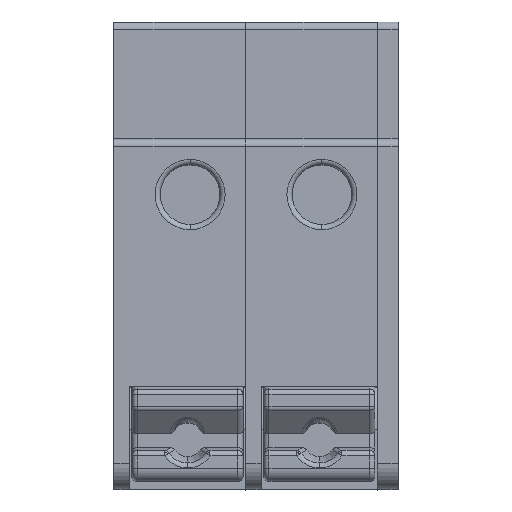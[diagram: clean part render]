
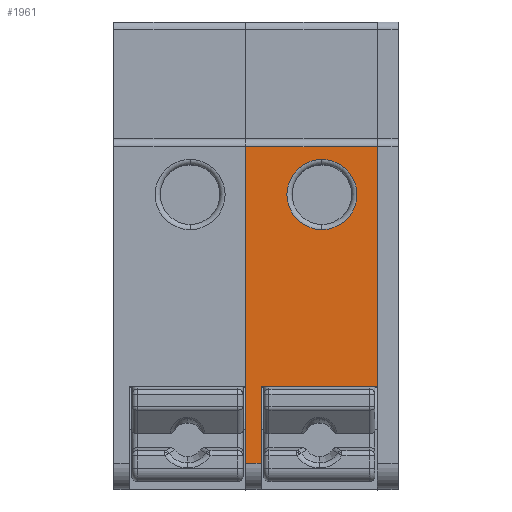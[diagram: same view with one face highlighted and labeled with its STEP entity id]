
A CAD part, top view. The second image highlights one B-rep face of the part: STEP entity #1961.
In plain terms, the highlighted planar face has unit normal (0, 0, 1).
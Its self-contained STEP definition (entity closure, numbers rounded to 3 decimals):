
#1961=ADVANCED_FACE('',(#5378,#5379),#5380,.F.);
#5378=FACE_OUTER_BOUND('',#11364,.T.);
#5379=FACE_BOUND('',#11365,.T.);
#5380=PLANE('',#11366);
#11364=EDGE_LOOP('',(#18087,#18088,#18089,#18090,#18091,#18092));
#11365=EDGE_LOOP('',(#18093,#18094));
#11366=AXIS2_PLACEMENT_3D('',#18095,#18096,#18097);
#18087=ORIENTED_EDGE('',*,*,#32898,.F.);
#18088=ORIENTED_EDGE('',*,*,#32899,.T.);
#18089=ORIENTED_EDGE('',*,*,#32900,.T.);
#18090=ORIENTED_EDGE('',*,*,#32901,.F.);
#18091=ORIENTED_EDGE('',*,*,#32821,.F.);
#18092=ORIENTED_EDGE('',*,*,#32902,.F.);
#18093=ORIENTED_EDGE('',*,*,#32874,.F.);
#18094=ORIENTED_EDGE('',*,*,#32903,.F.);
#18095=CARTESIAN_POINT('',(12.06,13.25,19.));
#18096=DIRECTION('',(0.,0.,-1.0));
#18097=DIRECTION('',(0.,1.0,0.));
#32821=EDGE_CURVE('',#38951,#38953,#38954,.T.);
#32874=EDGE_CURVE('',#39045,#39046,#39047,.T.);
#32898=EDGE_CURVE('',#39088,#39089,#39090,.T.);
#32899=EDGE_CURVE('',#39088,#39091,#39092,.T.);
#32900=EDGE_CURVE('',#39091,#39093,#39094,.T.);
#32901=EDGE_CURVE('',#38953,#39093,#39095,.T.);
#32902=EDGE_CURVE('',#39089,#38951,#39096,.T.);
#32903=EDGE_CURVE('',#39046,#39045,#39097,.T.);
#38951=VERTEX_POINT('',#49175);
#38953=VERTEX_POINT('',#49177);
#38954=LINE('',#49178,#49179);
#39045=VERTEX_POINT('',#49459);
#39046=VERTEX_POINT('',#49460);
#39047=CIRCLE('',#49461,1.35);
#39088=VERTEX_POINT('',#49511);
#39089=VERTEX_POINT('',#49512);
#39090=LINE('',#49513,#49514);
#39091=VERTEX_POINT('',#49515);
#39092=LINE('',#49516,#49517);
#39093=VERTEX_POINT('',#49518);
#39094=LINE('',#49519,#49520);
#39095=LINE('',#49521,#49522);
#39096=LINE('',#49523,#49524);
#39097=CIRCLE('',#49525,1.35);
#49175=CARTESIAN_POINT('',(5.08,11.7,19.));
#49177=CARTESIAN_POINT('',(10.16,11.7,19.));
#49178=CARTESIAN_POINT('',(10.23,11.7,19.));
#49179=VECTOR('',#64072,1.0);
#49459=CARTESIAN_POINT('',(8.02,8.5,19.));
#49460=CARTESIAN_POINT('',(8.02,11.2,19.));
#49461=AXIS2_PLACEMENT_3D('',#64157,#64158,#64159);
#49511=CARTESIAN_POINT('',(5.68,-0.5,19.));
#49512=CARTESIAN_POINT('',(5.08,-0.5,19.));
#49513=CARTESIAN_POINT('',(10.23,-0.5,19.));
#49514=VECTOR('',#64196,1.0);
#49515=CARTESIAN_POINT('',(5.68,2.45,19.));
#49516=CARTESIAN_POINT('',(5.68,30.517,19.));
#49517=VECTOR('',#64197,1.0);
#49518=CARTESIAN_POINT('',(10.16,2.45,19.));
#49519=CARTESIAN_POINT('',(10.23,2.45,19.));
#49520=VECTOR('',#64198,1.0);
#49521=CARTESIAN_POINT('',(10.16,30.517,19.));
#49522=VECTOR('',#64199,1.0);
#49523=CARTESIAN_POINT('',(5.08,30.517,19.));
#49524=VECTOR('',#64200,1.0);
#49525=AXIS2_PLACEMENT_3D('',#64201,#64202,#64203);
#64072=DIRECTION('',(1.0,0.,0.));
#64157=CARTESIAN_POINT('',(8.02,9.85,19.));
#64158=DIRECTION('',(0.,0.,1.0));
#64159=DIRECTION('',(0.,-1.0,0.));
#64196=DIRECTION('',(-1.0,0.,0.));
#64197=DIRECTION('',(0.,1.0,0.));
#64198=DIRECTION('',(1.0,0.,0.));
#64199=DIRECTION('',(0.,-1.0,0.));
#64200=DIRECTION('',(0.,1.0,0.));
#64201=CARTESIAN_POINT('',(8.02,9.85,19.));
#64202=DIRECTION('',(0.,0.,1.0));
#64203=DIRECTION('',(0.,-1.0,0.));
